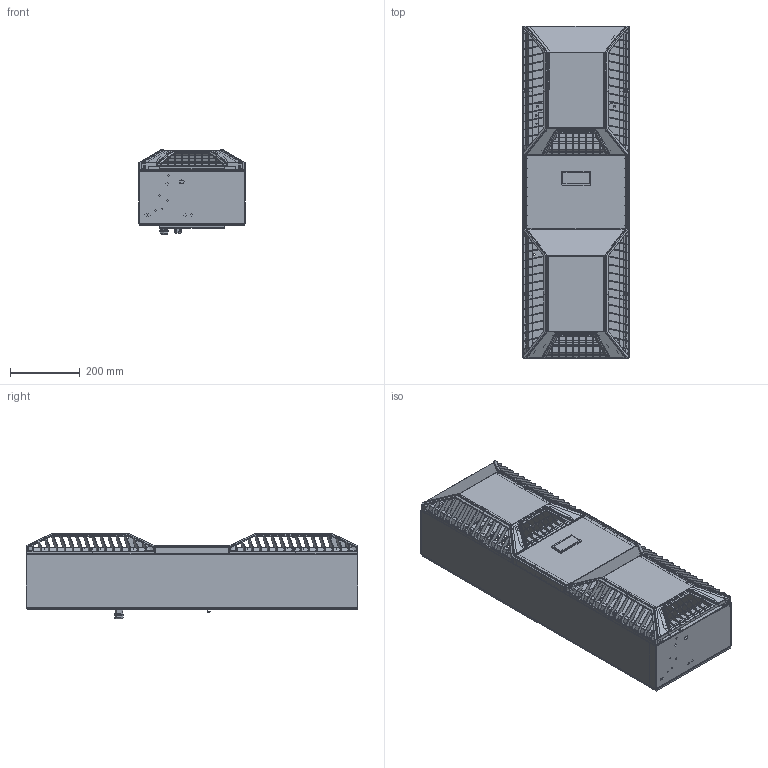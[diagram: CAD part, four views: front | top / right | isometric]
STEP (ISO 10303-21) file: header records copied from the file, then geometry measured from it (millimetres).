
FILE_DESCRIPTION (( 'STEP AP214' ), '1' );
FILE_NAME ('SCE-NG2970B120V.STEP', '2022-03-17T20:14:44', ( '' ), ( '' ), 'SwSTEP 2.0', 'SolidWorks 2021', '' );
FILE_SCHEMA (( 'AUTOMOTIVE_DESIGN' ));
Length unit declared in the file: inch
Products named in the file (1): SCE-NG2970B120V
Bounding box: 305 x 950 x 244.25 mm (x, y, z)
Volume: 3050555.1 mm3
Topology: 25 solids, 47 shells, 7062 faces, 20701 edges, 13525 vertices
Faces by surface type: plane 4914, cylinder 1859, bspline 119, cone 90, sphere 44, torus 36
Full cylindrical faces by diameter (mm): 2.7 x2, 4.5 x54, 6.4 x2, 6.5 x3, 7 x7, 8.5 x3, 9 x2
Entity records: 336887 total; most frequent: CARTESIAN_POINT 57553, ORIENTED_EDGE 41148, DIRECTION 35550, EDGE_CURVE 20574, VECTOR 15826, LINE 15826, VERTEX_POINT 13469, AXIS2_PLACEMENT_3D 9862
